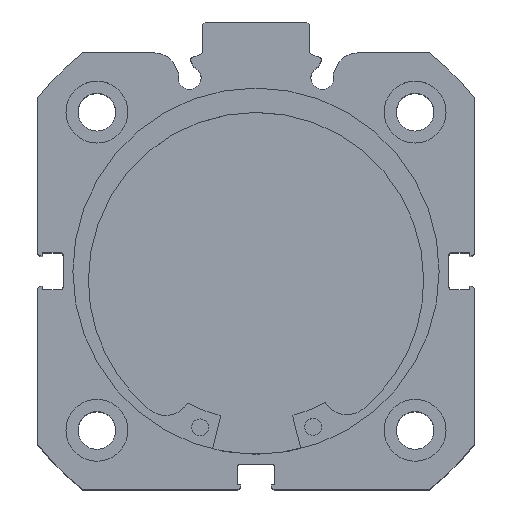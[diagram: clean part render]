
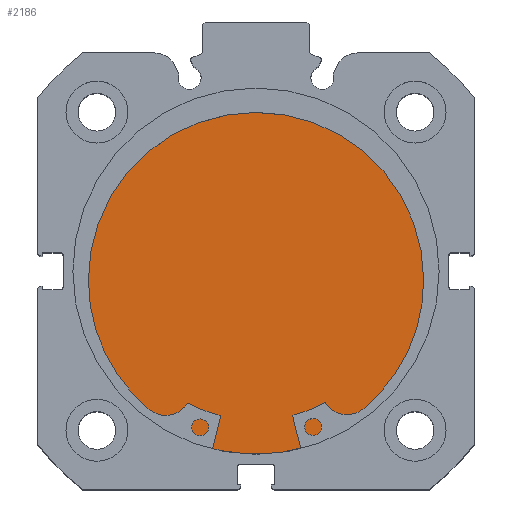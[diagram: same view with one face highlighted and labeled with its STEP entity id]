
A CAD part, top view. The second image highlights one B-rep face of the part: STEP entity #2186.
In plain terms, the highlighted face is planar.
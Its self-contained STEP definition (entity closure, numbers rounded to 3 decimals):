
#1211 = CARTESIAN_POINT ( 'NONE',  ( 9.5, 0., 0. ) ) ;
#1213 = DIRECTION ( 'NONE',  ( -1., 0., 0. ) ) ;
#1214 = DIRECTION ( 'NONE',  ( 0., 0., 1. ) ) ;
#1224 = CARTESIAN_POINT ( 'NONE',  ( 9.5, 0., 0. ) ) ;
#1225 = DIRECTION ( 'NONE',  ( -1., 0., 0. ) ) ;
#1226 = DIRECTION ( 'NONE',  ( 0., 0., 1. ) ) ;
#1728 = CARTESIAN_POINT ( 'NONE',  ( 9.5, 0., 32.5 ) ) ;
#1878 = CARTESIAN_POINT ( 'NONE',  ( 9.5, 0., -32.5 ) ) ;
#2186 = ADVANCED_FACE ( 'NONE', ( #6721 ), #3800, .F. ) ;
#3013 = CIRCLE ( 'NONE', #4886, 32.5 ) ;
#3018 = CIRCLE ( 'NONE', #4893, 32.5 ) ;
#3332 = DIRECTION ( 'NONE',  ( -1., 0., 0. ) ) ;
#3492 = CARTESIAN_POINT ( 'NONE',  ( 9.5, 32.5, 0. ) ) ;
#3595 = DIRECTION ( 'NONE',  ( 0., 0., 1. ) ) ;
#3800 = PLANE ( 'NONE',  #4589 ) ;
#4354 = EDGE_CURVE ( 'NONE', #6097, #6469, #3013, .T. ) ;
#4358 = EDGE_CURVE ( 'NONE', #6469, #6097, #3018, .T. ) ;
#4589 = AXIS2_PLACEMENT_3D ( 'NONE', #3492, #3332, #3595 ) ;
#4886 = AXIS2_PLACEMENT_3D ( 'NONE', #1211, #1213, #1214 ) ;
#4893 = AXIS2_PLACEMENT_3D ( 'NONE', #1224, #1225, #1226 ) ;
#6097 = VERTEX_POINT ( 'NONE', #1728 ) ;
#6133 = ORIENTED_EDGE ( 'NONE', *, *, #4358, .F. ) ;
#6135 = ORIENTED_EDGE ( 'NONE', *, *, #4354, .F. ) ;
#6393 = EDGE_LOOP ( 'NONE', ( #6135, #6133 ) ) ;
#6469 = VERTEX_POINT ( 'NONE', #1878 ) ;
#6721 = FACE_OUTER_BOUND ( 'NONE', #6393, .T. ) ;
